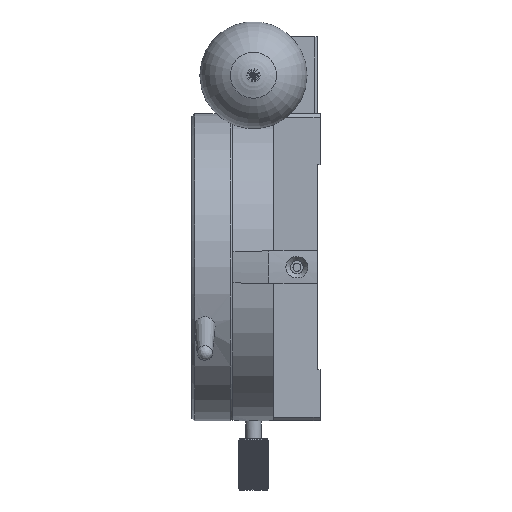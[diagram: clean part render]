
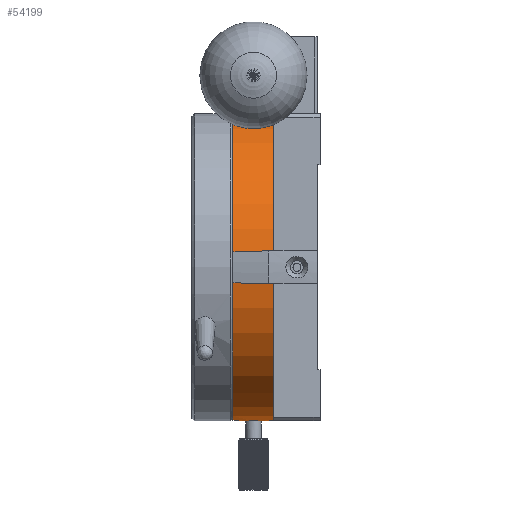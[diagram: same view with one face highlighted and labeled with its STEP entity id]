
A CAD part, left-side view. The second image highlights one B-rep face of the part: STEP entity #54199.
In plain terms, the highlighted cylindrical face has radius 30 mm (diameter 60 mm), a partial arc.
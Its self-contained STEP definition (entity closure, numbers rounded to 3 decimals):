
#42 = CARTESIAN_POINT ( 'NONE',  ( 33.25, 17., -0.177 ) ) ;
#987 = CARTESIAN_POINT ( 'NONE',  ( 33.25, 9., -0.177 ) ) ;
#3882 = DIRECTION ( 'NONE',  ( 1., 0., 0. ) ) ;
#4571 = AXIS2_PLACEMENT_3D ( 'NONE', #79526, #63342, #49865 ) ;
#5000 = CARTESIAN_POINT ( 'NONE',  ( 28.652, 12.335, -59.97 ) ) ;
#5455 = CARTESIAN_POINT ( 'NONE',  ( 29.899, 14.5, -60. ) ) ;
#6385 = CARTESIAN_POINT ( 'NONE',  ( 31.491, 12.805, -59.963 ) ) ;
#6516 = VERTEX_POINT ( 'NONE', #987 ) ;
#8905 = CARTESIAN_POINT ( 'NONE',  ( 26.75, 17., -0.177 ) ) ;
#9685 = FACE_OUTER_BOUND ( 'NONE', #11479, .T. ) ;
#11479 = EDGE_LOOP ( 'NONE', ( #34573, #25833, #21206, #85602 ) ) ;
#11971 = CARTESIAN_POINT ( 'NONE',  ( 29.334, 14.347, -59.993 ) ) ;
#12433 = CARTESIAN_POINT ( 'NONE',  ( 28.539, 13.393, -59.965 ) ) ;
#12892 = CARTESIAN_POINT ( 'NONE',  ( 28.577, 12.516, -59.966 ) ) ;
#13347 = CARTESIAN_POINT ( 'NONE',  ( 29.247, 14.301, -59.991 ) ) ;
#15721 = VECTOR ( 'NONE', #28331, 1000. ) ;
#17086 = DIRECTION ( 'NONE',  ( 1., 0., 0. ) ) ;
#18455 = CARTESIAN_POINT ( 'NONE',  ( 29.806, 11.5, -60. ) ) ;
#18869 = CARTESIAN_POINT ( 'NONE',  ( 26.75, 9., -0.177 ) ) ;
#18920 = CARTESIAN_POINT ( 'NONE',  ( 30.991, 14.131, -59.984 ) ) ;
#20304 = CARTESIAN_POINT ( 'NONE',  ( 30.199, 11.51, -59.999 ) ) ;
#20363 = LINE ( 'NONE', #69553, #21769 ) ;
#20759 = CARTESIAN_POINT ( 'NONE',  ( 28.87, 12.009, -59.979 ) ) ;
#21206 = ORIENTED_EDGE ( 'NONE', *, *, #64806, .T. ) ;
#21769 = VECTOR ( 'NONE', #75595, 1000. ) ;
#24305 = CARTESIAN_POINT ( 'NONE',  ( 30., 17., -30. ) ) ;
#24969 = CARTESIAN_POINT ( 'NONE',  ( 28.94, 11.939, -59.981 ) ) ;
#25833 = ORIENTED_EDGE ( 'NONE', *, *, #85658, .T. ) ;
#25895 = CARTESIAN_POINT ( 'NONE',  ( 30.485, 11.577, -59.996 ) ) ;
#26362 = CARTESIAN_POINT ( 'NONE',  ( 30.391, 14.461, -59.998 ) ) ;
#27732 = CARTESIAN_POINT ( 'NONE',  ( 31.31, 13.756, -59.971 ) ) ;
#28331 = DIRECTION ( 'NONE',  ( 0., -1., 0. ) ) ;
#28378 = AXIS2_PLACEMENT_3D ( 'NONE', #24305, #75331, #3882 ) ;
#28882 = VERTEX_POINT ( 'NONE', #18869 ) ;
#31486 = CYLINDRICAL_SURFACE ( 'NONE', #61772, 30. ) ;
#32865 = CARTESIAN_POINT ( 'NONE',  ( 28.548, 12.61, -59.965 ) ) ;
#33089 = B_SPLINE_CURVE_WITH_KNOTS ( 'NONE', 3,
 ( #24969, #39358, #67664, #82041, #18455, #46769, #20304, #34707, #25895, #61170, #83427, #54202, #47233, #69945, #83892, #55587, #82495, #6385, #75540, #89482, #76002, #27732, #56053, #18920, #41207, #47684, #48608, #26362, #49077, #5455, #63000, #76913, #77373, #11971, #13347, #91320, #39818, #40288, #68586, #12433, #34241, #48153, #41664, #32865, #12892, #5000, #33340, #84344, #20759, #69499 ),
 .UNSPECIFIED., .T., .F.,
 ( 4, 2, 2, 2, 2, 2, 2, 2, 2, 2, 2, 2, 2, 2, 2, 2, 2, 2, 2, 2, 2, 2, 2, 2, 4 ),
 ( 0., 0.001, 0.001, 0.001, 0.002, 0.002, 0.003, 0.003, 0.003, 0.004, 0.004, 0.005, 0.005, 0.005, 0.006, 0.006, 0.007, 0.007, 0.007, 0.008, 0.008, 0.009, 0.009, 0.009, 0.009 ),
 .UNSPECIFIED. ) ;
#33340 = CARTESIAN_POINT ( 'NONE',  ( 28.699, 12.247, -59.972 ) ) ;
#34241 = CARTESIAN_POINT ( 'NONE',  ( 28.5, 13.195, -59.962 ) ) ;
#34573 = ORIENTED_EDGE ( 'NONE', *, *, #53501, .T. ) ;
#34707 = CARTESIAN_POINT ( 'NONE',  ( 30.391, 11.549, -59.998 ) ) ;
#38896 = FACE_BOUND ( 'NONE', #64337, .T. ) ;
#39358 = CARTESIAN_POINT ( 'NONE',  ( 29.08, 11.799, -59.986 ) ) ;
#39818 = CARTESIAN_POINT ( 'NONE',  ( 29.007, 14.129, -59.984 ) ) ;
#40288 = CARTESIAN_POINT ( 'NONE',  ( 28.8, 13.921, -59.976 ) ) ;
#40991 = VERTEX_POINT ( 'NONE', #69273 ) ;
#41207 = CARTESIAN_POINT ( 'NONE',  ( 30.913, 14.194, -59.986 ) ) ;
#41664 = CARTESIAN_POINT ( 'NONE',  ( 28.51, 12.802, -59.963 ) ) ;
#46769 = CARTESIAN_POINT ( 'NONE',  ( 30.1, 11.5, -60. ) ) ;
#47233 = CARTESIAN_POINT ( 'NONE',  ( 31.194, 12.087, -59.976 ) ) ;
#47684 = CARTESIAN_POINT ( 'NONE',  ( 30.75, 14.303, -59.991 ) ) ;
#48153 = CARTESIAN_POINT ( 'NONE',  ( 28.5, 12.902, -59.962 ) ) ;
#48608 = CARTESIAN_POINT ( 'NONE',  ( 30.664, 14.349, -59.993 ) ) ;
#49077 = CARTESIAN_POINT ( 'NONE',  ( 30.197, 14.5, -60. ) ) ;
#49865 = DIRECTION ( 'NONE',  ( 1., 0., 0. ) ) ;
#53501 = EDGE_CURVE ( 'NONE', #84664, #6516, #63607, .T. ) ;
#54199 = ADVANCED_FACE ( 'NONE', ( #38896, #9685 ), #31486, .T. ) ;
#54202 = CARTESIAN_POINT ( 'NONE',  ( 31.132, 12.011, -59.979 ) ) ;
#55587 = CARTESIAN_POINT ( 'NONE',  ( 31.424, 12.519, -59.966 ) ) ;
#56053 = CARTESIAN_POINT ( 'NONE',  ( 31.198, 13.923, -59.976 ) ) ;
#58966 = VERTEX_POINT ( 'NONE', #8905 ) ;
#61170 = CARTESIAN_POINT ( 'NONE',  ( 30.758, 11.69, -59.991 ) ) ;
#61772 = AXIS2_PLACEMENT_3D ( 'NONE', #87657, #89021, #17086 ) ;
#63000 = CARTESIAN_POINT ( 'NONE',  ( 29.802, 14.49, -60. ) ) ;
#63342 = DIRECTION ( 'NONE',  ( 0., 1., 0. ) ) ;
#63607 = LINE ( 'NONE', #42, #15721 ) ;
#64337 = EDGE_LOOP ( 'NONE', ( #81669 ) ) ;
#64806 = EDGE_CURVE ( 'NONE', #28882, #58966, #20363, .T. ) ;
#66078 = CARTESIAN_POINT ( 'NONE',  ( 33.25, 17., -0.177 ) ) ;
#66914 = CIRCLE ( 'NONE', #28378, 30. ) ;
#67664 = CARTESIAN_POINT ( 'NONE',  ( 29.247, 11.688, -59.991 ) ) ;
#68586 = CARTESIAN_POINT ( 'NONE',  ( 28.688, 13.754, -59.971 ) ) ;
#68616 = EDGE_CURVE ( 'NONE', #40991, #40991, #33089, .T. ) ;
#69273 = CARTESIAN_POINT ( 'NONE',  ( 28.94, 11.939, -59.981 ) ) ;
#69499 = CARTESIAN_POINT ( 'NONE',  ( 28.94, 11.939, -59.981 ) ) ;
#69553 = CARTESIAN_POINT ( 'NONE',  ( 26.75, 17., -0.177 ) ) ;
#69945 = CARTESIAN_POINT ( 'NONE',  ( 31.302, 12.249, -59.972 ) ) ;
#75331 = DIRECTION ( 'NONE',  ( 0., -1., 0. ) ) ;
#75540 = CARTESIAN_POINT ( 'NONE',  ( 31.5, 12.904, -59.962 ) ) ;
#75595 = DIRECTION ( 'NONE',  ( 0., 1., 0. ) ) ;
#76002 = CARTESIAN_POINT ( 'NONE',  ( 31.46, 13.395, -59.965 ) ) ;
#76913 = CARTESIAN_POINT ( 'NONE',  ( 29.61, 14.452, -59.998 ) ) ;
#77373 = CARTESIAN_POINT ( 'NONE',  ( 29.515, 14.423, -59.996 ) ) ;
#79526 = CARTESIAN_POINT ( 'NONE',  ( 30., 9., -30. ) ) ;
#81669 = ORIENTED_EDGE ( 'NONE', *, *, #68616, .T. ) ;
#82041 = CARTESIAN_POINT ( 'NONE',  ( 29.609, 11.539, -59.998 ) ) ;
#82495 = CARTESIAN_POINT ( 'NONE',  ( 31.452, 12.613, -59.965 ) ) ;
#83427 = CARTESIAN_POINT ( 'NONE',  ( 30.923, 11.801, -59.986 ) ) ;
#83892 = CARTESIAN_POINT ( 'NONE',  ( 31.349, 12.337, -59.97 ) ) ;
#84344 = CARTESIAN_POINT ( 'NONE',  ( 28.808, 12.085, -59.976 ) ) ;
#84664 = VERTEX_POINT ( 'NONE', #66078 ) ;
#85602 = ORIENTED_EDGE ( 'NONE', *, *, #88031, .T. ) ;
#85658 = EDGE_CURVE ( 'NONE', #6516, #28882, #87597, .T. ) ;
#87597 = CIRCLE ( 'NONE', #4571, 30. ) ;
#87657 = CARTESIAN_POINT ( 'NONE',  ( 30., 17., -30. ) ) ;
#88031 = EDGE_CURVE ( 'NONE', #58966, #84664, #66914, .T. ) ;
#89021 = DIRECTION ( 'NONE',  ( 0., -1., 0. ) ) ;
#89482 = CARTESIAN_POINT ( 'NONE',  ( 31.5, 13.198, -59.962 ) ) ;
#91320 = CARTESIAN_POINT ( 'NONE',  ( 29.084, 14.192, -59.986 ) ) ;
